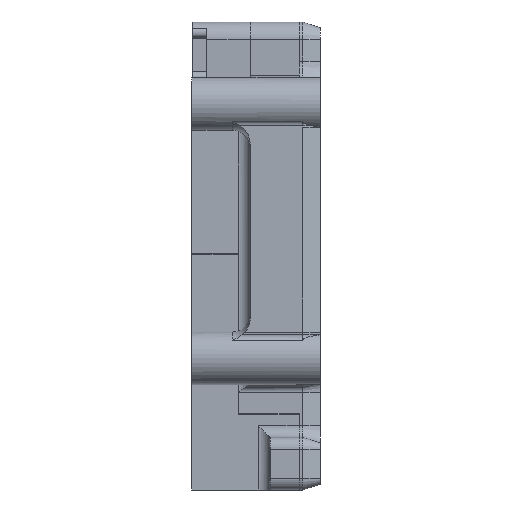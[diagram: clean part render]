
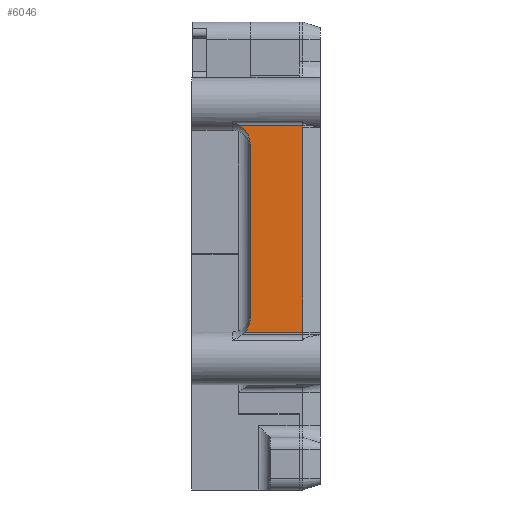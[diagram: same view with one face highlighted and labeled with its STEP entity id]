
A CAD part, left-side view. The second image highlights one B-rep face of the part: STEP entity #6046.
In plain terms, the highlighted planar face has unit normal (-1, 0, 0).
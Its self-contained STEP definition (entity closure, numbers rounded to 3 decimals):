
#119=PLANE('',#6495);
#297=LINE('',#8837,#893);
#333=LINE('',#9431,#929);
#339=LINE('',#9471,#935);
#429=LINE('',#9758,#1025);
#893=VECTOR('',#6962,10.);
#929=VECTOR('',#7104,10.);
#935=VECTOR('',#7130,10.);
#1025=VECTOR('',#7422,1.);
#1678=FACE_OUTER_BOUND('',#2023,.T.);
#2023=EDGE_LOOP('',(#4581,#4582,#4583,#4584,#4585,#4586,#4587));
#2568=B_SPLINE_CURVE_WITH_KNOTS('',3,(#8774,#8775,#8776,#8777,#8778,#8779,
#8780,#8781),.UNSPECIFIED.,.F.,.F.,(4,2,2,4),(0.459,0.586,
0.715,0.803),.UNSPECIFIED.);
#2579=B_SPLINE_CURVE_WITH_KNOTS('',3,(#8949,#8950,#8951,#8952,#8953,#8954),
 .UNSPECIFIED.,.F.,.F.,(4,2,4),(1.176,1.291,1.419),
 .UNSPECIFIED.);
#2601=B_SPLINE_CURVE_WITH_KNOTS('',3,(#9462,#9463,#9464,#9465),
 .UNSPECIFIED.,.F.,.F.,(4,4),(0.503,0.529),
 .UNSPECIFIED.);
#2614=VERTEX_POINT('',#8729);
#2621=VERTEX_POINT('',#8772);
#2637=VERTEX_POINT('',#8835);
#2662=VERTEX_POINT('',#8948);
#2709=VERTEX_POINT('',#9428);
#2710=VERTEX_POINT('',#9430);
#2714=VERTEX_POINT('',#9460);
#3207=EDGE_CURVE('',#2614,#2621,#2568,.F.);
#3227=EDGE_CURVE('',#2637,#2621,#297,.T.);
#3256=EDGE_CURVE('',#2637,#2662,#2579,.F.);
#3326=EDGE_CURVE('',#2709,#2710,#333,.T.);
#3335=EDGE_CURVE('',#2714,#2709,#2601,.T.);
#3338=EDGE_CURVE('',#2710,#2662,#339,.T.);
#3482=EDGE_CURVE('',#2614,#2714,#429,.T.);
#4581=ORIENTED_EDGE('',*,*,#3335,.F.);
#4582=ORIENTED_EDGE('',*,*,#3482,.F.);
#4583=ORIENTED_EDGE('',*,*,#3207,.T.);
#4584=ORIENTED_EDGE('',*,*,#3227,.F.);
#4585=ORIENTED_EDGE('',*,*,#3256,.T.);
#4586=ORIENTED_EDGE('',*,*,#3338,.F.);
#4587=ORIENTED_EDGE('',*,*,#3326,.F.);
#6046=ADVANCED_FACE('',(#1678),#119,.T.);
#6495=AXIS2_PLACEMENT_3D('',#9759,#7423,#7424);
#6962=DIRECTION('',(0.,0.,1.));
#7104=DIRECTION('',(0.,0.,-1.));
#7130=DIRECTION('',(0.,1.,0.));
#7422=DIRECTION('',(0.,-1.,0.));
#7423=DIRECTION('center_axis',(-1.,0.,0.));
#7424=DIRECTION('ref_axis',(0.,0.,
1.));
#8729=CARTESIAN_POINT('',(-30.5,-8.352,21.725));
#8772=CARTESIAN_POINT('',(-30.5,-10.,18.626));
#8774=CARTESIAN_POINT('Ctrl Pts',(-30.5,-10.,18.626));
#8775=CARTESIAN_POINT('Ctrl Pts',(-30.5,-10.,19.05));
#8776=CARTESIAN_POINT('Ctrl Pts',(-30.5,-9.905,19.549));
#8777=CARTESIAN_POINT('Ctrl Pts',(-30.5,-9.603,20.348));
#8778=CARTESIAN_POINT('Ctrl Pts',(-30.5,-9.338,20.791));
#8779=CARTESIAN_POINT('Ctrl Pts',(-30.5,-8.862,21.333));
#8780=CARTESIAN_POINT('Ctrl Pts',(-30.5,-8.614,21.556));
#8781=CARTESIAN_POINT('Ctrl Pts',(-30.5,-8.352,21.725));
#8835=CARTESIAN_POINT('',(-30.5,-10.,-11.126));
#8837=CARTESIAN_POINT('',(-30.5,-10.,26.759));
#8948=CARTESIAN_POINT('',(-30.5,-9.144,-13.509));
#8949=CARTESIAN_POINT('Ctrl Pts',(-30.5,-9.144,-13.509));
#8950=CARTESIAN_POINT('Ctrl Pts',(-30.5,-9.395,-13.2));
#8951=CARTESIAN_POINT('Ctrl Pts',(-30.5,-9.619,-12.805));
#8952=CARTESIAN_POINT('Ctrl Pts',(-30.5,-9.905,-12.049));
#8953=CARTESIAN_POINT('Ctrl Pts',(-30.5,-10.,-11.55));
#8954=CARTESIAN_POINT('Ctrl Pts',(-30.5,-10.,-11.126));
#9428=CARTESIAN_POINT('',(-30.5,-19.,21.469));
#9430=CARTESIAN_POINT('',(-30.5,-19.,-13.509));
#9431=CARTESIAN_POINT('',(-30.5,-19.,-9.954));
#9460=CARTESIAN_POINT('',(-30.5,-19.,21.725));
#9462=CARTESIAN_POINT('Ctrl Pts',(-30.5,-19.,21.725));
#9463=CARTESIAN_POINT('Ctrl Pts',(-30.5,-19.,21.64));
#9464=CARTESIAN_POINT('Ctrl Pts',(-30.5,-19.,21.554));
#9465=CARTESIAN_POINT('Ctrl Pts',(-30.5,-19.,21.469));
#9471=CARTESIAN_POINT('',(-30.5,-22.,-13.509));
#9758=CARTESIAN_POINT('',(-30.5,0.,21.725));
#9759=CARTESIAN_POINT('Origin',(-30.5,-22.,-14.907));
